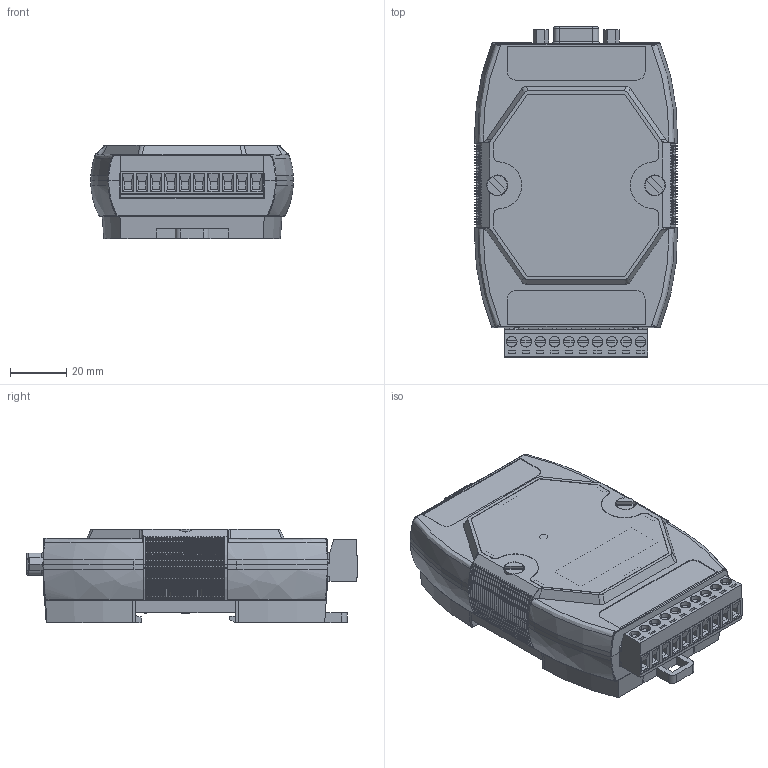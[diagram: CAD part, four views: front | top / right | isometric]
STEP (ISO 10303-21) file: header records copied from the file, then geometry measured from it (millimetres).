
FILE_DESCRIPTION (( 'STEP AP203' ), '1' );
FILE_NAME ('I-7520.STEP', '2018-01-19T02:03:28', ( 'user' ), ( '' ), 'SwSTEP 2.0', 'SolidWorks 2013', '' );
FILE_SCHEMA (( 'CONFIG_CONTROL_DESIGN' ));
Length unit declared in the file: millimetre
Products named in the file (11): 2DC9F-90; 4SIPP-002-A_N; I-7520; 4SAPP-005-A; 7000-PCGai.sldasm-Part-1; 7K_PCB; 貼紙; ME010-50810; MC100-50810; MC100-50810_ME010_90D; 4SIPP-002-B
Assembly tree (11 placements, depth 3):
  I-7520
    4SIPP-002-B
    4SIPP-002-A_N
    4SAPP-005-A
    7000-PCGai.sldasm-Part-1  x2
    7K_PCB
    貼紙
    MC100-50810_ME010_90D
      ME010-50810
      MC100-50810
    2DC9F-90
Bounding box: 72.04 x 117.33 x 33.1 mm (x, y, z)
Volume: 63895.7 mm3; surface area: 80895.8 mm2
Topology: 10 solids, 10 shells, 2956 faces, 8109 edges, 5286 vertices
Faces by surface type: plane 1577, cylinder 471, bspline 340, cone 280, torus 266, sphere 22
Entity records: 105214 total; most frequent: CARTESIAN_POINT 36234, ORIENTED_EDGE 15672, DIRECTION 12268, EDGE_CURVE 7836, VERTEX_POINT 5104, AXIS2_PLACEMENT_3D 4369, LINE 3530, VECTOR 3530
